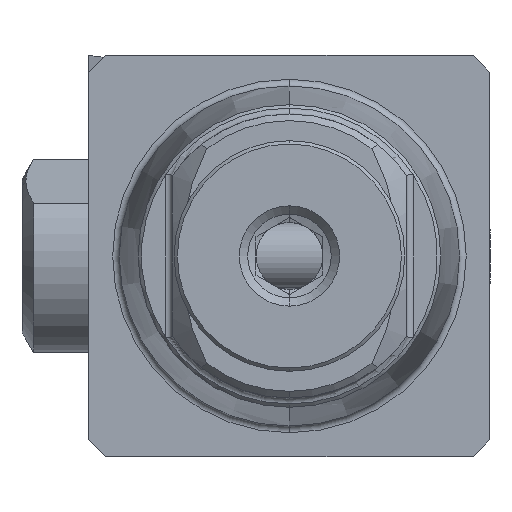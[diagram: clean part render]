
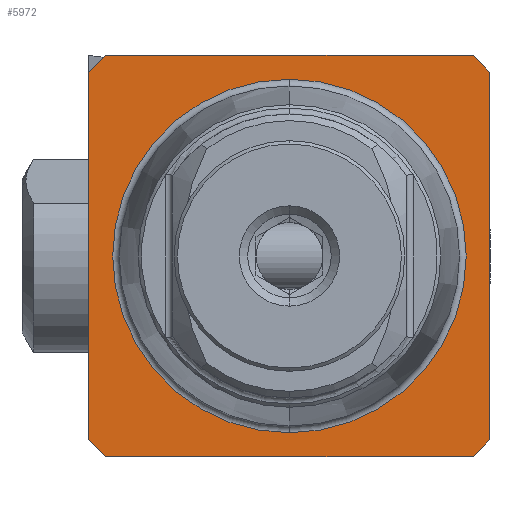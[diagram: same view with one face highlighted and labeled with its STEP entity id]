
A CAD part, left-side view. The second image highlights one B-rep face of the part: STEP entity #5972.
In plain terms, the highlighted planar face has unit normal (-1, 0, 0).
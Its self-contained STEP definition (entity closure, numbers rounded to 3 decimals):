
#5 = EDGE_CURVE ( 'NONE', #6079, #3775, #1702, .T. ) ;
#117 = ORIENTED_EDGE ( 'NONE', *, *, #7488, .T. ) ;
#231 = ORIENTED_EDGE ( 'NONE', *, *, #7595, .F. ) ;
#309 = CARTESIAN_POINT ( 'NONE',  ( 0., 5.288, 6. ) ) ;
#349 = EDGE_CURVE ( 'NONE', #3528, #6818, #3470, .T. ) ;
#478 = EDGE_CURVE ( 'NONE', #6444, #3405, #6939, .T. ) ;
#1265 = CARTESIAN_POINT ( 'NONE',  ( 0., 5.5, -6. ) ) ;
#1339 = CARTESIAN_POINT ( 'NONE',  ( 0., 5.288, -6. ) ) ;
#1437 = DIRECTION ( 'NONE',  ( 0., 0.707, -0.707 ) ) ;
#1469 = EDGE_CURVE ( 'NONE', #5346, #4774, #6192, .T. ) ;
#1519 = EDGE_LOOP ( 'NONE', ( #231, #6254 ) ) ;
#1561 = CARTESIAN_POINT ( 'NONE',  ( 0., -6., -5.5 ) ) ;
#1660 = DIRECTION ( 'NONE',  ( -1., 0., 0. ) ) ;
#1702 = CIRCLE ( 'NONE', #3061, 5.288 ) ;
#1805 = VECTOR ( 'NONE', #6156, 1000. ) ;
#1851 = ORIENTED_EDGE ( 'NONE', *, *, #349, .T. ) ;
#1874 = DIRECTION ( 'NONE',  ( 0., 0., -1. ) ) ;
#2043 = CARTESIAN_POINT ( 'NONE',  ( 0., 5.5, 6. ) ) ;
#2148 = VERTEX_POINT ( 'NONE', #6773 ) ;
#2307 = CARTESIAN_POINT ( 'NONE',  ( 0., 6., 0. ) ) ;
#2344 = DIRECTION ( 'NONE',  ( 1., 0., 0. ) ) ;
#2422 = FACE_BOUND ( 'NONE', #1519, .T. ) ;
#2453 = CARTESIAN_POINT ( 'NONE',  ( 0., -6., 0. ) ) ;
#2554 = ORIENTED_EDGE ( 'NONE', *, *, #5357, .T. ) ;
#2611 = CARTESIAN_POINT ( 'NONE',  ( 0., -6., 5.5 ) ) ;
#2811 = DIRECTION ( 'NONE',  ( 0., -1., 0. ) ) ;
#2825 = CARTESIAN_POINT ( 'NONE',  ( 0., 0., 5.288 ) ) ;
#2870 = CARTESIAN_POINT ( 'NONE',  ( 0., 6., 5.5 ) ) ;
#2888 = ORIENTED_EDGE ( 'NONE', *, *, #6268, .T. ) ;
#2904 = EDGE_CURVE ( 'NONE', #2148, #6660, #7201, .T. ) ;
#3061 = AXIS2_PLACEMENT_3D ( 'NONE', #4210, #3517, #4340 ) ;
#3405 = VERTEX_POINT ( 'NONE', #1561 ) ;
#3470 = LINE ( 'NONE', #7444, #4174 ) ;
#3517 = DIRECTION ( 'NONE',  ( -1., 0., 0. ) ) ;
#3528 = VERTEX_POINT ( 'NONE', #5568 ) ;
#3775 = VERTEX_POINT ( 'NONE', #2825 ) ;
#3811 = VECTOR ( 'NONE', #7406, 1000. ) ;
#3914 = CARTESIAN_POINT ( 'NONE',  ( 0., 0., -5.288 ) ) ;
#3962 = ORIENTED_EDGE ( 'NONE', *, *, #2904, .T. ) ;
#4174 = VECTOR ( 'NONE', #4249, 1000. ) ;
#4210 = CARTESIAN_POINT ( 'NONE',  ( 0., 0., 0. ) ) ;
#4249 = DIRECTION ( 'NONE',  ( 0., -0.707, -0.707 ) ) ;
#4261 = DIRECTION ( 'NONE',  ( 0., 0., 1. ) ) ;
#4332 = CARTESIAN_POINT ( 'NONE',  ( 0., -6., -5.5 ) ) ;
#4340 = DIRECTION ( 'NONE',  ( 0., 0., 1. ) ) ;
#4726 = EDGE_CURVE ( 'NONE', #3405, #5346, #8353, .T. ) ;
#4762 = ORIENTED_EDGE ( 'NONE', *, *, #4726, .T. ) ;
#4771 = VECTOR ( 'NONE', #2811, 1000. ) ;
#4774 = VERTEX_POINT ( 'NONE', #7349 ) ;
#4790 = ORIENTED_EDGE ( 'NONE', *, *, #478, .T. ) ;
#4796 = VECTOR ( 'NONE', #1437, 1000. ) ;
#4814 = LINE ( 'NONE', #309, #3811 ) ;
#5043 = AXIS2_PLACEMENT_3D ( 'NONE', #6178, #1660, #4261 ) ;
#5062 = DIRECTION ( 'NONE',  ( 0., 0., 1. ) ) ;
#5346 = VERTEX_POINT ( 'NONE', #2611 ) ;
#5357 = EDGE_CURVE ( 'NONE', #6660, #3528, #5556, .T. ) ;
#5375 = VECTOR ( 'NONE', #8155, 1000. ) ;
#5549 = CARTESIAN_POINT ( 'NONE',  ( 0., -5.5, 6. ) ) ;
#5556 = LINE ( 'NONE', #2307, #1805 ) ;
#5568 = CARTESIAN_POINT ( 'NONE',  ( 0., 6., -5.5 ) ) ;
#5809 = EDGE_LOOP ( 'NONE', ( #4762, #6404, #2888, #3962, #2554, #1851, #117, #4790 ) ) ;
#5972 = ADVANCED_FACE ( 'NONE', ( #2422, #6318 ), #8315, .F. ) ;
#6079 = VERTEX_POINT ( 'NONE', #3914 ) ;
#6156 = DIRECTION ( 'NONE',  ( 0., 0., -1. ) ) ;
#6178 = CARTESIAN_POINT ( 'NONE',  ( 0., 0., 0. ) ) ;
#6192 = LINE ( 'NONE', #5549, #5375 ) ;
#6254 = ORIENTED_EDGE ( 'NONE', *, *, #5, .F. ) ;
#6268 = EDGE_CURVE ( 'NONE', #4774, #2148, #4814, .T. ) ;
#6318 = FACE_OUTER_BOUND ( 'NONE', #5809, .T. ) ;
#6404 = ORIENTED_EDGE ( 'NONE', *, *, #1469, .T. ) ;
#6444 = VERTEX_POINT ( 'NONE', #6731 ) ;
#6489 = LINE ( 'NONE', #1339, #4771 ) ;
#6629 = VECTOR ( 'NONE', #7573, 1000. ) ;
#6660 = VERTEX_POINT ( 'NONE', #2870 ) ;
#6731 = CARTESIAN_POINT ( 'NONE',  ( 0., -5.5, -6. ) ) ;
#6773 = CARTESIAN_POINT ( 'NONE',  ( 0., 5.5, 6. ) ) ;
#6818 = VERTEX_POINT ( 'NONE', #1265 ) ;
#6939 = LINE ( 'NONE', #4332, #6629 ) ;
#7043 = CARTESIAN_POINT ( 'NONE',  ( 0., 5.288, 0. ) ) ;
#7201 = LINE ( 'NONE', #2043, #4796 ) ;
#7349 = CARTESIAN_POINT ( 'NONE',  ( 0., -5.5, 6. ) ) ;
#7406 = DIRECTION ( 'NONE',  ( 0., 1., 0. ) ) ;
#7444 = CARTESIAN_POINT ( 'NONE',  ( 0., 6., -5.5 ) ) ;
#7479 = AXIS2_PLACEMENT_3D ( 'NONE', #7043, #2344, #1874 ) ;
#7488 = EDGE_CURVE ( 'NONE', #6818, #6444, #6489, .T. ) ;
#7573 = DIRECTION ( 'NONE',  ( 0., -0.707, 0.707 ) ) ;
#7595 = EDGE_CURVE ( 'NONE', #3775, #6079, #7629, .T. ) ;
#7629 = CIRCLE ( 'NONE', #5043, 5.288 ) ;
#7924 = VECTOR ( 'NONE', #5062, 1000. ) ;
#8155 = DIRECTION ( 'NONE',  ( 0., 0.707, 0.707 ) ) ;
#8315 = PLANE ( 'NONE',  #7479 ) ;
#8353 = LINE ( 'NONE', #2453, #7924 ) ;
